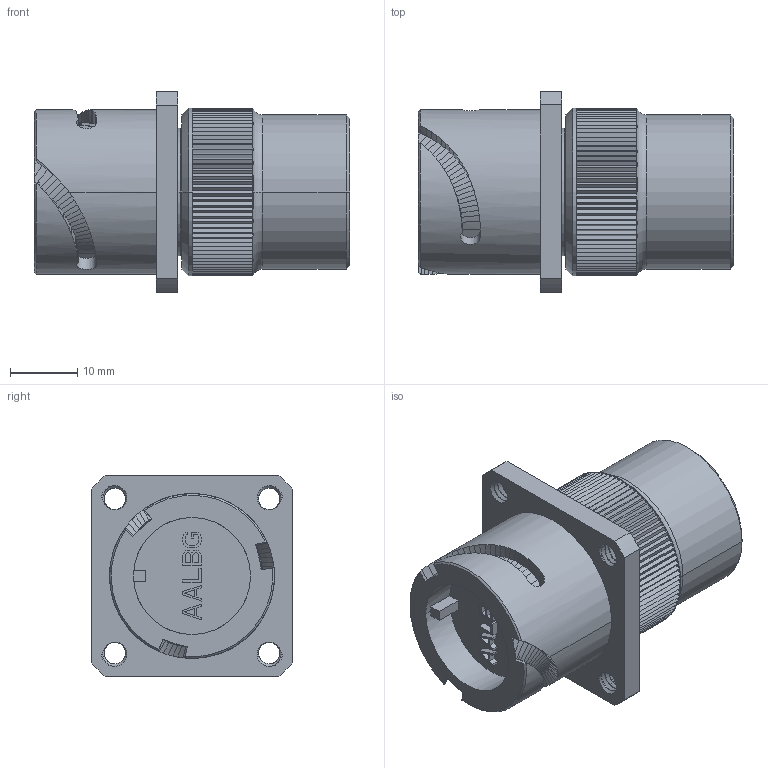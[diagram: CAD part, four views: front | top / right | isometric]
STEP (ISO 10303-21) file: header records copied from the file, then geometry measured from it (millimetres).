
FILE_DESCRIPTION((''),'2;1');
FILE_NAME('VG95234_3100PGPM-14_SW0001','2023-03-22T15:40:57',('paultorloting'),('NET AG system integration'),'CREO PARAMETRIC BY PTC INC, 2021404','CREO PARAMETRIC BY PTC INC, 2021404','');
FILE_SCHEMA(('AUTOMOTIVE_DESIGN { 1 0 10303 214 1 1 1 1 }'));
Length unit declared in the file: millimetre
Products named in the file (1): VG95234_3100PGPM-14_SW0001
Bounding box: 47 x 30 x 30 mm (x, y, z)
Volume: 20047.4 mm3; surface area: 7412.4 mm2
Topology: 1 solids, 1 shells, 755 faces, 2034 edges, 1307 vertices
Faces by surface type: plane 454, bspline 224, cylinder 57, cone 14, torus 6
Entity records: 33915 total; most frequent: CARTESIAN_POINT 12590, ORIENTED_EDGE 4068, DIRECTION 2760, EDGE_CURVE 2034, VECTOR 1519, LINE 1519, VERTEX_POINT 1307, EDGE_LOOP 789
